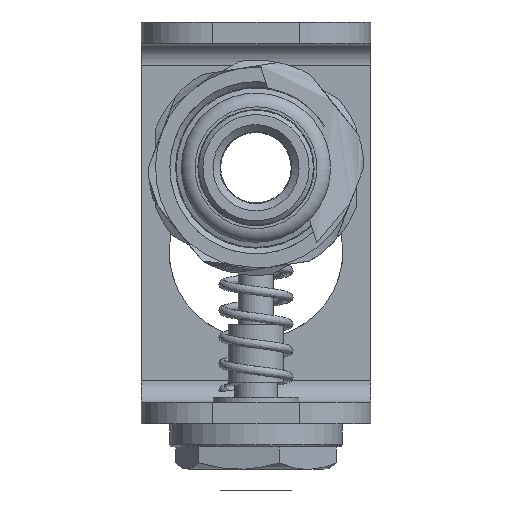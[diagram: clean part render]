
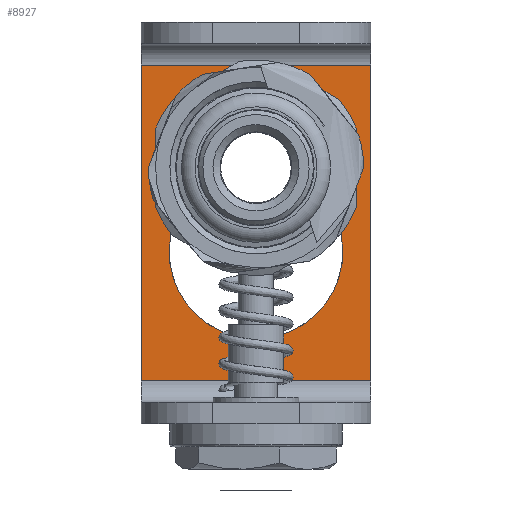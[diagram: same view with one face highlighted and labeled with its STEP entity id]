
A CAD part, front view. The second image highlights one B-rep face of the part: STEP entity #8927.
In plain terms, the highlighted planar face has unit normal (0, -1, 0).
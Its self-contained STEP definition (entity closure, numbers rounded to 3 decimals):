
#438=PLANE('',#9505);
#493=FACE_BOUND('',#1705,.T.);
#675=CIRCLE('',#9405,5.9);
#679=CIRCLE('',#9409,5.9);
#681=CIRCLE('',#9411,5.9);
#713=CIRCLE('',#9459,6.05);
#715=CIRCLE('',#9463,6.05);
#1200=FACE_OUTER_BOUND('',#1704,.T.);
#1704=EDGE_LOOP('',(#7744,#7745,#7746,#7747));
#1705=EDGE_LOOP('',(#7748,#7749,#7750,#7751,#7752,#7753,#7754));
#2657=LINE('',#43858,#3168);
#2662=LINE('',#43870,#3173);
#2664=LINE('',#43878,#3175);
#2679=LINE('',#43943,#3190);
#2684=LINE('',#43964,#3195);
#2685=LINE('',#43972,#3196);
#3168=VECTOR('',#10967,10.);
#3173=VECTOR('',#10982,10.);
#3175=VECTOR('',#10988,10.);
#3190=VECTOR('',#11047,10.);
#3195=VECTOR('',#11066,10.);
#3196=VECTOR('',#11071,10.);
#3942=VERTEX_POINT('',#43681);
#3960=VERTEX_POINT('',#43727);
#3966=VERTEX_POINT('',#43743);
#3969=VERTEX_POINT('',#43751);
#3970=VERTEX_POINT('',#43754);
#4005=VERTEX_POINT('',#43852);
#4006=VERTEX_POINT('',#43854);
#4011=VERTEX_POINT('',#43875);
#4012=VERTEX_POINT('',#43877);
#4032=VERTEX_POINT('',#43941);
#4037=VERTEX_POINT('',#43963);
#5184=EDGE_CURVE('',#3966,#3960,#675,.T.);
#5189=EDGE_CURVE('',#3969,#3966,#679,.T.);
#5191=EDGE_CURVE('',#3970,#3942,#681,.T.);
#5238=EDGE_CURVE('',#4006,#4005,#713,.T.);
#5240=EDGE_CURVE('',#4006,#3970,#2657,.T.);
#5244=EDGE_CURVE('',#3942,#3969,#715,.T.);
#5248=EDGE_CURVE('',#4005,#3960,#2662,.T.);
#5251=EDGE_CURVE('',#4012,#4011,#2664,.T.);
#5281=EDGE_CURVE('',#4011,#4032,#2679,.T.);
#5290=EDGE_CURVE('',#4012,#4037,#2684,.T.);
#5293=EDGE_CURVE('',#4032,#4037,#2685,.T.);
#7744=ORIENTED_EDGE('',*,*,#5293,.T.);
#7745=ORIENTED_EDGE('',*,*,#5290,.F.);
#7746=ORIENTED_EDGE('',*,*,#5251,.T.);
#7747=ORIENTED_EDGE('',*,*,#5281,.T.);
#7748=ORIENTED_EDGE('',*,*,#5191,.F.);
#7749=ORIENTED_EDGE('',*,*,#5240,.F.);
#7750=ORIENTED_EDGE('',*,*,#5238,.T.);
#7751=ORIENTED_EDGE('',*,*,#5248,.T.);
#7752=ORIENTED_EDGE('',*,*,#5184,.F.);
#7753=ORIENTED_EDGE('',*,*,#5189,.F.);
#7754=ORIENTED_EDGE('',*,*,#5244,.F.);
#8927=ADVANCED_FACE('',(#1200,#493),#438,.F.);
#9405=AXIS2_PLACEMENT_3D('',#43745,#10838,#10839);
#9409=AXIS2_PLACEMENT_3D('',#43753,#10847,#10848);
#9411=AXIS2_PLACEMENT_3D('',#43756,#10851,#10852);
#9459=AXIS2_PLACEMENT_3D('',#43855,#10962,#10963);
#9463=AXIS2_PLACEMENT_3D('',#43864,#10974,#10975);
#9505=AXIS2_PLACEMENT_3D('',#43981,#11085,#11086);
#10838=DIRECTION('center_axis',(0.,-1.,0.));
#10839=DIRECTION('ref_axis',(-1.,0.,0.));
#10847=DIRECTION('center_axis',(0.,-1.,0.));
#10848=DIRECTION('ref_axis',(-1.,0.,0.));
#10851=DIRECTION('center_axis',(0.,-1.,0.));
#10852=DIRECTION('ref_axis',(-1.,0.,0.));
#10962=DIRECTION('center_axis',(0.,1.,0.));
#10963=DIRECTION('ref_axis',(-0.669,0.,-0.743));
#10967=DIRECTION('',(0.,0.,-1.));
#10974=DIRECTION('center_axis',(0.,-1.,0.));
#10975=DIRECTION('ref_axis',(0.,0.,
1.));
#10982=DIRECTION('',(0.,0.,-1.));
#10988=DIRECTION('',(1.,0.,0.));
#11047=DIRECTION('',(0.,0.,1.));
#11066=DIRECTION('',(0.,0.,1.));
#11071=DIRECTION('',(-1.,0.,0.));
#11085=DIRECTION('center_axis',(0.,1.,0.));
#11086=DIRECTION('ref_axis',(-1.,0.,0.));
#43681=CARTESIAN_POINT('',(-0.998,-6.1,-2.772));
#43727=CARTESIAN_POINT('',(8.26,-6.1,4.29));
#43743=CARTESIAN_POINT('',(10.11,-6.1,0.));
#43745=CARTESIAN_POINT('Origin',(4.21,-6.1,0.));
#43751=CARTESIAN_POINT('',(9.418,-6.1,-2.772));
#43753=CARTESIAN_POINT('Origin',(4.21,-6.1,0.));
#43754=CARTESIAN_POINT('',(0.16,-6.1,4.29));
#43756=CARTESIAN_POINT('Origin',(4.21,-6.1,0.));
#43852=CARTESIAN_POINT('',(8.26,-6.1,4.494));
#43854=CARTESIAN_POINT('',(0.16,-6.1,4.494));
#43855=CARTESIAN_POINT('Origin',(4.21,-6.1,0.));
#43858=CARTESIAN_POINT('',(0.16,-6.1,4.494));
#43864=CARTESIAN_POINT('Origin',(4.21,-6.1,-5.85));
#43870=CARTESIAN_POINT('',(8.26,-6.1,4.494));
#43875=CARTESIAN_POINT('',(12.21,-6.1,-14.85));
#43877=CARTESIAN_POINT('',(-3.79,-6.1,-14.85));
#43878=CARTESIAN_POINT('',(-2.071,-6.1,-14.85));
#43941=CARTESIAN_POINT('',(12.21,-6.1,7.15));
#43943=CARTESIAN_POINT('',(12.21,-6.1,-31.05));
#43963=CARTESIAN_POINT('',(-3.79,-6.1,7.15));
#43964=CARTESIAN_POINT('',(-3.79,-6.1,-31.05));
#43972=CARTESIAN_POINT('',(5.929,-6.1,7.15));
#43981=CARTESIAN_POINT('Origin',(-0.351,-6.1,-7.202));
